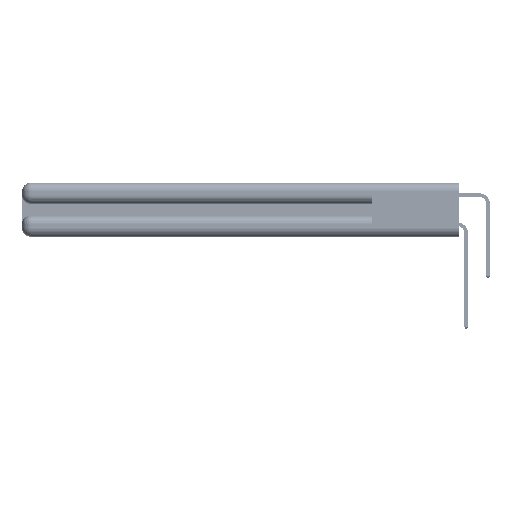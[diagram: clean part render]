
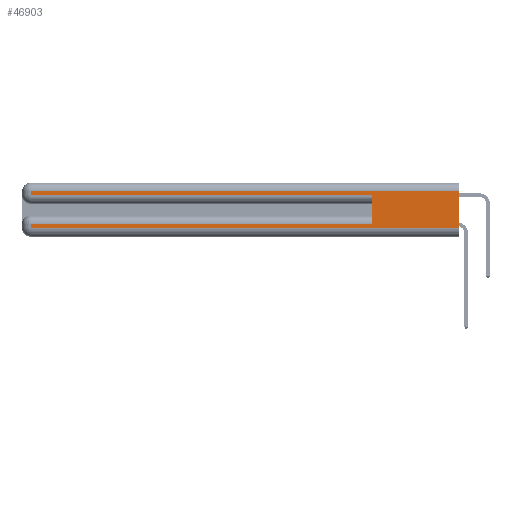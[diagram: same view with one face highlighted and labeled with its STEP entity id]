
A CAD part, left-side view. The second image highlights one B-rep face of the part: STEP entity #46903.
In plain terms, the highlighted planar face has unit normal (-1, 0, 0).
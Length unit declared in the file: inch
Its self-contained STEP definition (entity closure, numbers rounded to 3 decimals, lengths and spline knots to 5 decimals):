
#154 = DIRECTION ( 'NONE',  ( 0., 0., -1. ) ) ;
#563 = CARTESIAN_POINT ( 'NONE',  ( 0., 2.94, 0.085 ) ) ;
#1349 = DIRECTION ( 'NONE',  ( 0., 0., -1. ) ) ;
#1428 = VERTEX_POINT ( 'NONE', #50064 ) ;
#1475 = DIRECTION ( 'NONE',  ( 0., -1., 0. ) ) ;
#2827 = VERTEX_POINT ( 'NONE', #39470 ) ;
#2829 = LINE ( 'NONE', #27377, #41405 ) ;
#3279 = VECTOR ( 'NONE', #51869, 39.37008 ) ;
#4164 = VECTOR ( 'NONE', #1475, 39.37008 ) ;
#4510 = CARTESIAN_POINT ( 'NONE',  ( 0., 0., 0.085 ) ) ;
#5251 = ORIENTED_EDGE ( 'NONE', *, *, #11923, .F. ) ;
#6647 = VECTOR ( 'NONE', #1349, 39.37008 ) ;
#7618 = EDGE_CURVE ( 'NONE', #49928, #2827, #2829, .T. ) ;
#7965 = EDGE_CURVE ( 'NONE', #8251, #1428, #45303, .T. ) ;
#8251 = VERTEX_POINT ( 'NONE', #43518 ) ;
#9189 = ORIENTED_EDGE ( 'NONE', *, *, #10689, .T. ) ;
#9587 = LINE ( 'NONE', #25065, #52747 ) ;
#10222 = DIRECTION ( 'NONE',  ( 0., 0., -1. ) ) ;
#10627 = VECTOR ( 'NONE', #46481, 39.37008 ) ;
#10689 = EDGE_CURVE ( 'NONE', #8251, #49928, #48233, .T. ) ;
#11923 = EDGE_CURVE ( 'NONE', #53411, #31411, #9587, .T. ) ;
#12827 = AXIS2_PLACEMENT_3D ( 'NONE', #39664, #43480, #10222 ) ;
#13590 = ORIENTED_EDGE ( 'NONE', *, *, #50168, .T. ) ;
#13801 = CARTESIAN_POINT ( 'NONE',  ( 0., 0., 0.31 ) ) ;
#14012 = CARTESIAN_POINT ( 'NONE',  ( 0., 0., 0.06 ) ) ;
#14355 = LINE ( 'NONE', #18590, #3279 ) ;
#14470 = CARTESIAN_POINT ( 'NONE',  ( 0., 2.94, 0.285 ) ) ;
#16094 = LINE ( 'NONE', #40036, #25318 ) ;
#18251 = CARTESIAN_POINT ( 'NONE',  ( 0., 0., 0.06 ) ) ;
#18590 = CARTESIAN_POINT ( 'NONE',  ( 0., 0., 0.285 ) ) ;
#19170 = ORIENTED_EDGE ( 'NONE', *, *, #51641, .T. ) ;
#20364 = LINE ( 'NONE', #41434, #6647 ) ;
#21827 = EDGE_LOOP ( 'NONE', ( #5251, #19170, #42587, #13590, #34583, #9189, #24420, #39040 ) ) ;
#22020 = DIRECTION ( 'NONE',  ( 0., 1., 0. ) ) ;
#23778 = LINE ( 'NONE', #18251, #4164 ) ;
#24420 = ORIENTED_EDGE ( 'NONE', *, *, #7618, .T. ) ;
#25065 = CARTESIAN_POINT ( 'NONE',  ( 0., 0., 0.37 ) ) ;
#25318 = VECTOR ( 'NONE', #44591, 39.37008 ) ;
#25784 = FACE_OUTER_BOUND ( 'NONE', #21827, .T. ) ;
#27377 = CARTESIAN_POINT ( 'NONE',  ( 0., 2.94, 0.37 ) ) ;
#31411 = VERTEX_POINT ( 'NONE', #14012 ) ;
#31699 = VERTEX_POINT ( 'NONE', #14470 ) ;
#33393 = EDGE_CURVE ( 'NONE', #35923, #31699, #20364, .T. ) ;
#34583 = ORIENTED_EDGE ( 'NONE', *, *, #7965, .F. ) ;
#35666 = PLANE ( 'NONE',  #12827 ) ;
#35923 = VERTEX_POINT ( 'NONE', #47353 ) ;
#39040 = ORIENTED_EDGE ( 'NONE', *, *, #39281, .T. ) ;
#39281 = EDGE_CURVE ( 'NONE', #2827, #31411, #23778, .T. ) ;
#39470 = CARTESIAN_POINT ( 'NONE',  ( 0., 2.94, 0.06 ) ) ;
#39664 = CARTESIAN_POINT ( 'NONE',  ( 0., 0., 0.37 ) ) ;
#40036 = CARTESIAN_POINT ( 'NONE',  ( 0., 0., 0.31 ) ) ;
#41405 = VECTOR ( 'NONE', #47981, 39.37008 ) ;
#41434 = CARTESIAN_POINT ( 'NONE',  ( 0., 2.94, 0.37 ) ) ;
#42438 = CARTESIAN_POINT ( 'NONE',  ( 0., 0.6, 0.145 ) ) ;
#42587 = ORIENTED_EDGE ( 'NONE', *, *, #33393, .T. ) ;
#43480 = DIRECTION ( 'NONE',  ( 1., 0., 0. ) ) ;
#43518 = CARTESIAN_POINT ( 'NONE',  ( 0., 0.6, 0.085 ) ) ;
#44591 = DIRECTION ( 'NONE',  ( 0., 1., 0. ) ) ;
#45303 = LINE ( 'NONE', #42438, #10627 ) ;
#46481 = DIRECTION ( 'NONE',  ( 0., 0., 1. ) ) ;
#46903 = ADVANCED_FACE ( 'NONE', ( #25784 ), #35666, .F. ) ;
#47353 = CARTESIAN_POINT ( 'NONE',  ( 0., 2.94, 0.31 ) ) ;
#47981 = DIRECTION ( 'NONE',  ( 0., 0., -1. ) ) ;
#48233 = LINE ( 'NONE', #4510, #50840 ) ;
#49928 = VERTEX_POINT ( 'NONE', #563 ) ;
#50064 = CARTESIAN_POINT ( 'NONE',  ( 0., 0.6, 0.285 ) ) ;
#50168 = EDGE_CURVE ( 'NONE', #31699, #1428, #14355, .T. ) ;
#50840 = VECTOR ( 'NONE', #22020, 39.37008 ) ;
#51641 = EDGE_CURVE ( 'NONE', #53411, #35923, #16094, .T. ) ;
#51869 = DIRECTION ( 'NONE',  ( 0., -1., 0. ) ) ;
#52747 = VECTOR ( 'NONE', #154, 39.37008 ) ;
#53411 = VERTEX_POINT ( 'NONE', #13801 ) ;
